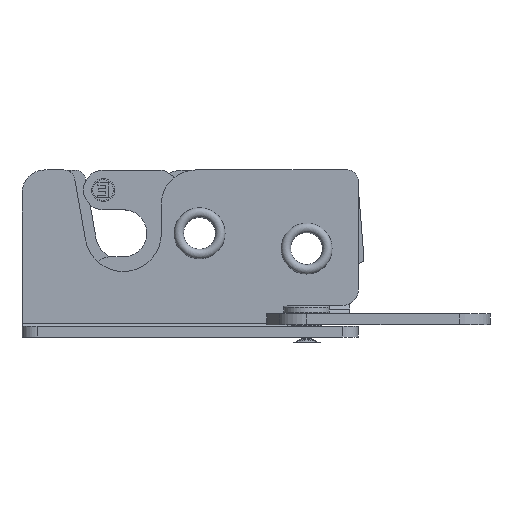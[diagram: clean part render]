
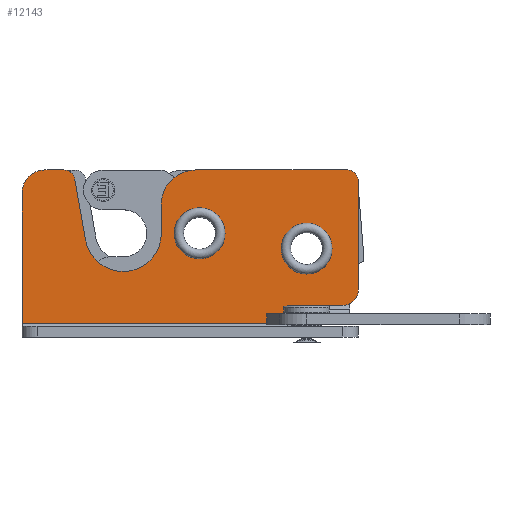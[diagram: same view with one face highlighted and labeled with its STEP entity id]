
A CAD part, top view. The second image highlights one B-rep face of the part: STEP entity #12143.
In plain terms, the highlighted planar face has unit normal (0, 0, 1).
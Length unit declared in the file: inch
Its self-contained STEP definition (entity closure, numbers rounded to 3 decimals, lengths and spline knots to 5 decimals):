
#418=PLANE('',#13091);
#502=FACE_BOUND('',#4057,.T.);
#503=FACE_BOUND('',#4058,.T.);
#1535=LINE('',#23041,#2602);
#1550=LINE('',#23088,#2617);
#1552=LINE('',#23096,#2619);
#1555=LINE('',#23104,#2622);
#1556=LINE('',#23108,#2623);
#1557=LINE('',#23112,#2624);
#1558=LINE('',#23116,#2625);
#1559=LINE('',#23119,#2626);
#1560=LINE('',#23120,#2627);
#2602=VECTOR('',#15916,0.3937);
#2617=VECTOR('',#15965,0.3937);
#2619=VECTOR('',#15975,0.3937);
#2622=VECTOR('',#15986,0.3937);
#2623=VECTOR('',#15989,0.3937);
#2624=VECTOR('',#15992,0.3937);
#2625=VECTOR('',#15995,0.3937);
#2626=VECTOR('',#15998,0.3937);
#2627=VECTOR('',#15999,0.3937);
#3368=FACE_OUTER_BOUND('',#4056,.T.);
#4056=EDGE_LOOP('',(#10771,#10772,#10773,#10774,#10775,#10776,#10777,#10778,
#10779,#10780,#10781,#10782,#10783,#10784,#10785));
#4057=EDGE_LOOP('',(#10786));
#4058=EDGE_LOOP('',(#10787));
#4444=CIRCLE('',#13061,0.169);
#4445=CIRCLE('',#13063,0.169);
#4446=CIRCLE('',#13065,0.125);
#4457=CIRCLE('',#13086,0.09);
#4459=CIRCLE('',#13092,0.28);
#4460=CIRCLE('',#13093,0.3125);
#4461=CIRCLE('',#13094,0.09);
#4462=CIRCLE('',#13095,0.1875);
#5765=VERTEX_POINT('',#23025);
#5766=VERTEX_POINT('',#23029);
#5767=VERTEX_POINT('',#23033);
#5768=VERTEX_POINT('',#23035);
#5769=VERTEX_POINT('',#23039);
#5783=VERTEX_POINT('',#23085);
#5784=VERTEX_POINT('',#23087);
#5785=VERTEX_POINT('',#23091);
#5786=VERTEX_POINT('',#23095);
#5787=VERTEX_POINT('',#23103);
#5788=VERTEX_POINT('',#23105);
#5789=VERTEX_POINT('',#23107);
#5790=VERTEX_POINT('',#23109);
#5791=VERTEX_POINT('',#23111);
#5792=VERTEX_POINT('',#23113);
#5793=VERTEX_POINT('',#23115);
#5794=VERTEX_POINT('',#23117);
#7419=EDGE_CURVE('',#5765,#5765,#4444,.T.);
#7421=EDGE_CURVE('',#5766,#5766,#4445,.T.);
#7423=EDGE_CURVE('',#5768,#5767,#4446,.T.);
#7426=EDGE_CURVE('',#5769,#5767,#1535,.T.);
#7450=EDGE_CURVE('',#5783,#5784,#1550,.T.);
#7453=EDGE_CURVE('',#5785,#5769,#4457,.T.);
#7454=EDGE_CURVE('',#5784,#5786,#1552,.T.);
#7458=EDGE_CURVE('',#5785,#5787,#1555,.T.);
#7459=EDGE_CURVE('',#5787,#5788,#4459,.T.);
#7460=EDGE_CURVE('',#5788,#5789,#1556,.T.);
#7461=EDGE_CURVE('',#5789,#5790,#4460,.T.);
#7462=EDGE_CURVE('',#5790,#5791,#1557,.T.);
#7463=EDGE_CURVE('',#5791,#5792,#4461,.T.);
#7464=EDGE_CURVE('',#5792,#5793,#1558,.T.);
#7465=EDGE_CURVE('',#5793,#5794,#4462,.T.);
#7466=EDGE_CURVE('',#5794,#5786,#1559,.T.);
#7467=EDGE_CURVE('',#5768,#5783,#1560,.T.);
#10771=ORIENTED_EDGE('',*,*,#7423,.T.);
#10772=ORIENTED_EDGE('',*,*,#7426,.F.);
#10773=ORIENTED_EDGE('',*,*,#7453,.F.);
#10774=ORIENTED_EDGE('',*,*,#7458,.T.);
#10775=ORIENTED_EDGE('',*,*,#7459,.T.);
#10776=ORIENTED_EDGE('',*,*,#7460,.T.);
#10777=ORIENTED_EDGE('',*,*,#7461,.T.);
#10778=ORIENTED_EDGE('',*,*,#7462,.T.);
#10779=ORIENTED_EDGE('',*,*,#7463,.T.);
#10780=ORIENTED_EDGE('',*,*,#7464,.T.);
#10781=ORIENTED_EDGE('',*,*,#7465,.T.);
#10782=ORIENTED_EDGE('',*,*,#7466,.T.);
#10783=ORIENTED_EDGE('',*,*,#7454,.F.);
#10784=ORIENTED_EDGE('',*,*,#7450,.F.);
#10785=ORIENTED_EDGE('',*,*,#7467,.F.);
#10786=ORIENTED_EDGE('',*,*,#7419,.F.);
#10787=ORIENTED_EDGE('',*,*,#7421,.F.);
#12143=ADVANCED_FACE('',(#3368,#502,#503),#418,.T.);
#13061=AXIS2_PLACEMENT_3D('',#23027,#15900,#15901);
#13063=AXIS2_PLACEMENT_3D('',#23031,#15905,#15906);
#13065=AXIS2_PLACEMENT_3D('',#23036,#15910,#15911);
#13086=AXIS2_PLACEMENT_3D('',#23093,#15971,#15972);
#13091=AXIS2_PLACEMENT_3D('',#23102,#15984,#15985);
#13092=AXIS2_PLACEMENT_3D('',#23106,#15987,#15988);
#13093=AXIS2_PLACEMENT_3D('',#23110,#15990,#15991);
#13094=AXIS2_PLACEMENT_3D('',#23114,#15993,#15994);
#13095=AXIS2_PLACEMENT_3D('',#23118,#15996,#15997);
#15900=DIRECTION('center_axis',(0.,0.,1.));
#15901=DIRECTION('ref_axis',(-1.,0.,0.));
#15905=DIRECTION('center_axis',(0.,0.,1.));
#15906=DIRECTION('ref_axis',(-1.,0.,0.));
#15910=DIRECTION('center_axis',(0.,0.,1.));
#15911=DIRECTION('ref_axis',(0.707,-0.707,0.));
#15916=DIRECTION('',(0.,-1.,0.));
#15965=DIRECTION('',(0.,-1.,0.));
#15971=DIRECTION('center_axis',(0.,0.,-1.));
#15972=DIRECTION('ref_axis',(0.,1.,0.));
#15975=DIRECTION('',(-1.,0.,0.));
#15984=DIRECTION('center_axis',(0.,0.,1.));
#15985=DIRECTION('ref_axis',(1.,0.,0.));
#15986=DIRECTION('',(-1.,0.,0.));
#15987=DIRECTION('center_axis',(0.,0.,1.));
#15988=DIRECTION('ref_axis',(-0.707,0.707,0.));
#15989=DIRECTION('',(0.,-1.,0.));
#15990=DIRECTION('center_axis',(0.,0.,-1.));
#15991=DIRECTION('ref_axis',(0.985,0.174,0.));
#15992=DIRECTION('',(-0.174,0.985,0.));
#15993=DIRECTION('center_axis',(0.,0.,1.));
#15994=DIRECTION('ref_axis',(0.643,0.766,0.));
#15995=DIRECTION('',(-1.,0.,0.));
#15996=DIRECTION('center_axis',(0.,0.,1.));
#15997=DIRECTION('ref_axis',(-0.707,0.707,0.));
#15998=DIRECTION('',(0.,-1.,0.));
#15999=DIRECTION('',(-1.,0.,0.));
#23025=CARTESIAN_POINT('',(1.6695,-0.125,0.0897));
#23027=CARTESIAN_POINT('Origin',(1.5005,-0.125,0.0897));
#23029=CARTESIAN_POINT('',(0.794,0.,0.0897));
#23031=CARTESIAN_POINT('Origin',(0.625,0.,
0.0897));
#23033=CARTESIAN_POINT('',(1.923,-0.46364,0.0897));
#23035=CARTESIAN_POINT('',(1.798,-0.58864,0.0897));
#23036=CARTESIAN_POINT('Origin',(1.798,-0.46364,0.0897));
#23039=CARTESIAN_POINT('',(1.923,0.428,0.0897));
#23041=CARTESIAN_POINT('',(1.923,-0.4019,0.0897));
#23085=CARTESIAN_POINT('',(1.3474,-0.58864,0.0897));
#23087=CARTESIAN_POINT('',(1.3474,-0.74,0.0897));
#23088=CARTESIAN_POINT('',(1.3474,-0.75786,0.0897));
#23091=CARTESIAN_POINT('',(1.833,0.518,0.0897));
#23093=CARTESIAN_POINT('Origin',(1.833,0.428,0.0897));
#23095=CARTESIAN_POINT('',(-0.827,-0.74,0.0897));
#23096=CARTESIAN_POINT('',(1.08895,-0.74,0.0897));
#23102=CARTESIAN_POINT('Origin',(0.43482,-0.21516,0.0897));
#23103=CARTESIAN_POINT('',(0.5925,0.518,0.0897));
#23104=CARTESIAN_POINT('',(1.215,0.518,0.0897));
#23105=CARTESIAN_POINT('',(0.3125,0.238,0.0897));
#23106=CARTESIAN_POINT('Origin',(0.5925,0.238,0.0897));
#23107=CARTESIAN_POINT('',(0.3125,0.,0.0897));
#23108=CARTESIAN_POINT('',(0.3125,0.518,0.0897));
#23109=CARTESIAN_POINT('',(-0.30775,-0.05427,0.0897));
#23110=CARTESIAN_POINT('Origin',(0.,0.,0.0897));
#23111=CARTESIAN_POINT('',(-0.39554,0.44363,0.0897));
#23112=CARTESIAN_POINT('',(-0.30775,-0.05427,0.0897));
#23113=CARTESIAN_POINT('',(-0.48418,0.518,0.0897));
#23114=CARTESIAN_POINT('Origin',(-0.48418,0.428,0.0897));
#23115=CARTESIAN_POINT('',(-0.6395,0.518,0.0897));
#23116=CARTESIAN_POINT('',(-0.40866,0.518,0.0897));
#23117=CARTESIAN_POINT('',(-0.827,0.3305,0.0897));
#23118=CARTESIAN_POINT('Origin',(-0.6395,0.3305,0.0897));
#23119=CARTESIAN_POINT('',(-0.827,0.518,0.0897));
#23120=CARTESIAN_POINT('',(0.89111,-0.58864,0.0897));
